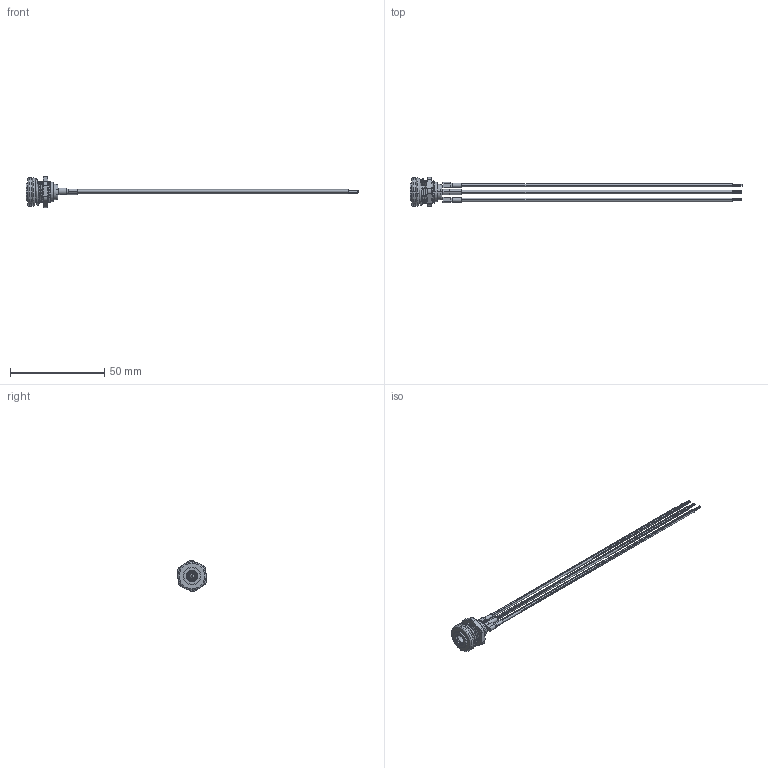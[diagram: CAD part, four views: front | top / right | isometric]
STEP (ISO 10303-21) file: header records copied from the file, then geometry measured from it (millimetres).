
FILE_DESCRIPTION (( 'STEP AP203' ), '1' );
FILE_NAME ('10-05155.STEP', '2022-09-23T23:11:39', ( '' ), ( '' ), 'SwSTEP 2.0', 'SolidWorks 2021', '' );
FILE_SCHEMA (( 'CONFIG_CONTROL_DESIGN' ));
Length unit declared in the file: millimetre
Products named in the file (22): pin-0721.STEP; ____2-0721-0.STEP; 30-02543_stripped and tinned; __1-0721.STEP; 24-00387; ____1-0721.STEP; 56-00024; 55-00177; ____3-0721.STEP; 50-00999; __2-0721.STEP; ____2-0721.STEP; 10-05155_heat shrink; 10-05155; 56-00025; 50-00999.STEP; 30-02541_stripped and tinned; 10-05155_heat shrink2; ____1-0721-1.STEP; Switch-0721.STEP; 30-02542_stripped and tinned; 54-00308
Assembly tree (22 placements, depth 5):
  10-05155
    54-00308
      24-00387
      50-00999
        50-00999.STEP
          ____3-0721.STEP
          Switch-0721.STEP
          ____2-0721.STEP
          __2-0721.STEP
          ____2-0721-0.STEP
          ____1-0721.STEP
          ____1-0721-1.STEP
          __1-0721.STEP
          pin-0721.STEP
      55-00177
      56-00024
      56-00025
    30-02541_stripped and tinned
    30-02542_stripped and tinned
    10-05155_heat shrink  x2
    10-05155_heat shrink2
    30-02543_stripped and tinned
Bounding box: 176.09 x 15.39 x 16.52 mm (x, y, z)
Volume: 3004.6 mm3; surface area: 20028.3 mm2
Topology: 78 solids, 78 shells, 876 faces, 2110 edges, 1384 vertices
Faces by surface type: cylinder 460, plane 322, torus 62, bspline 16, cone 12, sphere 4
Entity records: 31491 total; most frequent: CARTESIAN_POINT 8824, DIRECTION 4323, ORIENTED_EDGE 4156, EDGE_CURVE 2078, AXIS2_PLACEMENT_3D 1775, VERTEX_POINT 1368, EDGE_LOOP 1006, CIRCLE 895
